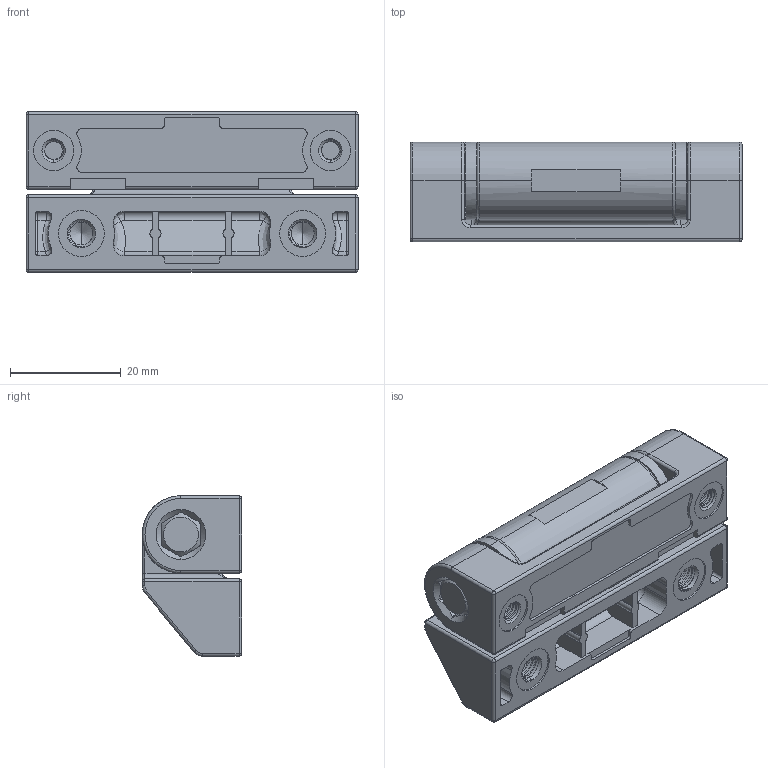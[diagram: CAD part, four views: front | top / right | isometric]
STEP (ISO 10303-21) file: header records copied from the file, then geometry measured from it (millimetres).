
FILE_DESCRIPTION (( 'STEP AP214' ), '1' );
FILE_NAME ('TH_170_2.STEP', '2018-08-21T01:38:03', ( '' ), ( '' ), 'SwSTEP 2.0', 'SolidWorks 2015', '' );
FILE_SCHEMA (( 'AUTOMOTIVE_DESIGN' ));
Length unit declared in the file: millimetre
Products named in the file (3): 可動ブラケット; 固定ブラケット; TH_170_2
Assembly tree (2 placements, depth 2):
  TH_170_2
    固定ブラケット
    可動ブラケット
Bounding box: 60 x 18 x 29 mm (x, y, z)
Volume: 21977.1 mm3; surface area: 11845.7 mm2
Topology: 2 solids, 2 shells, 427 faces, 1137 edges, 702 vertices
Faces by surface type: cylinder 211, plane 97, cone 62, torus 23, bspline 20, sphere 14
Entity records: 28070 total; most frequent: CARTESIAN_POINT 17891, ORIENTED_EDGE 2230, DIRECTION 2054, EDGE_CURVE 1115, AXIS2_PLACEMENT_3D 797, VERTEX_POINT 700, EDGE_LOOP 461, LINE 460
